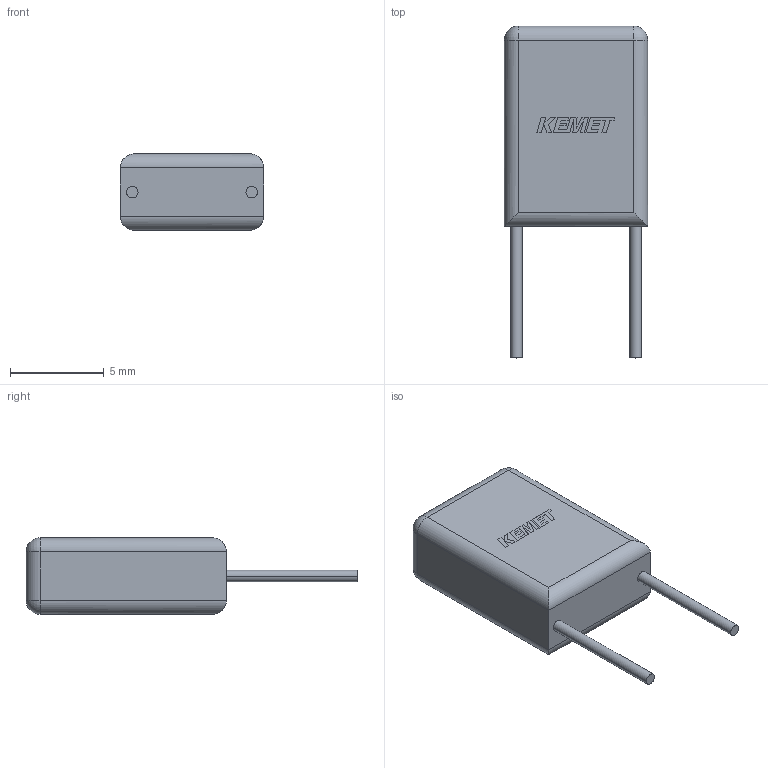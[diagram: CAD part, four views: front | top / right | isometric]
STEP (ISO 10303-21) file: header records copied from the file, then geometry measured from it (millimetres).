
FILE_DESCRIPTION (( 'STEP AP214' ), '1' );
FILE_NAME ('CCR_KRCST_C331_L7.62H9.14T4.07S6.35LL7F0.61.STEP', '2020-09-29T17:14:47', ( '' ), ( '' ), 'SwSTEP 2.0', 'SolidWorks 2014', '' );
FILE_SCHEMA (( 'AUTOMOTIVE_DESIGN' ));
Length unit declared in the file: millimetre
Products named in the file (1): CCR_KRCST_C331_L7.62H9.14T4.07S6.35LL7F0.61
Bounding box: 7.62 x 17.66 x 4.08 mm (x, y, z)
Volume: 325.3 mm3; surface area: 315.3 mm2
Topology: 4 solids, 4 shells, 83 faces, 207 edges, 130 vertices
Faces by surface type: plane 65, cylinder 14, sphere 4
Entity records: 3363 total; most frequent: CARTESIAN_POINT 429, ORIENTED_EDGE 406, DIRECTION 387, EDGE_CURVE 203, VECTOR 179, LINE 179, VERTEX_POINT 130, AXIS2_PLACEMENT_3D 104
